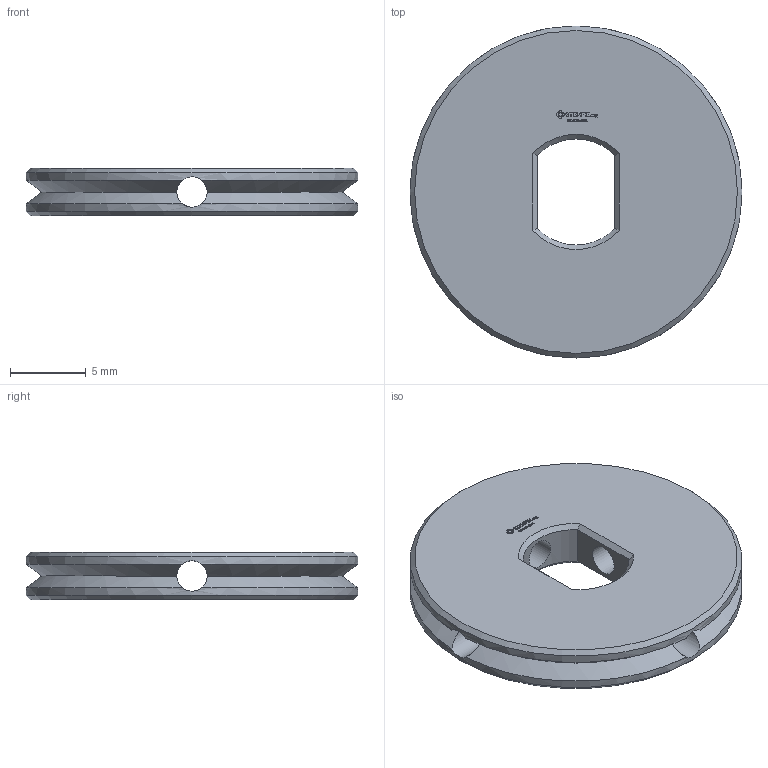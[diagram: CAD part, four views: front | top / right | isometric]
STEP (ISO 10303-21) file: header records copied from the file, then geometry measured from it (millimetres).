
FILE_DESCRIPTION(('FreeCAD Model'),'2;1');
FILE_NAME('Open CASCADE Shape Model','2023-11-13T18:07:38',(''),(''), 'Open CASCADE STEP processor 7.6','FreeCAD','Unknown');
FILE_SCHEMA(('AUTOMOTIVE_DESIGN { 1 0 10303 214 1 1 1 1 }'));
Length unit declared in the file: millimetre
Products named in the file (1): Washer FXD OCT BU01.75x00.25 - SPN-WSR-0004 (stemfie.org)
Bounding box: 21.88 x 21.88 x 3.12 mm (x, y, z)
Volume: 921.1 mm3; surface area: 1157.1 mm2
Topology: 1 solids, 1 shells, 503 faces, 1402 edges, 930 vertices
Faces by surface type: plane 319, extrusion 162, cone 14, cylinder 8
Full cylindrical faces by diameter (mm): 2 x4, 21.875 x2
Entity records: 35803 total; most frequent: CARTESIAN_POINT 8863, DIRECTION 4344, VECTOR 3578, LINE 3416, ORIENTED_EDGE 2804, PCURVE 2804, DEFINITIONAL_REPRESENTATION 2804, EDGE_CURVE 1402
